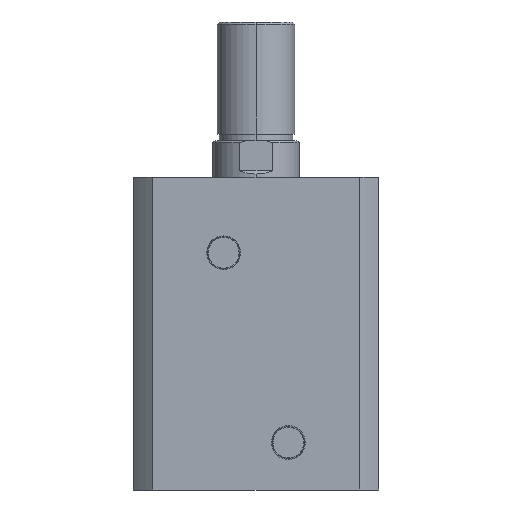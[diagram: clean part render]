
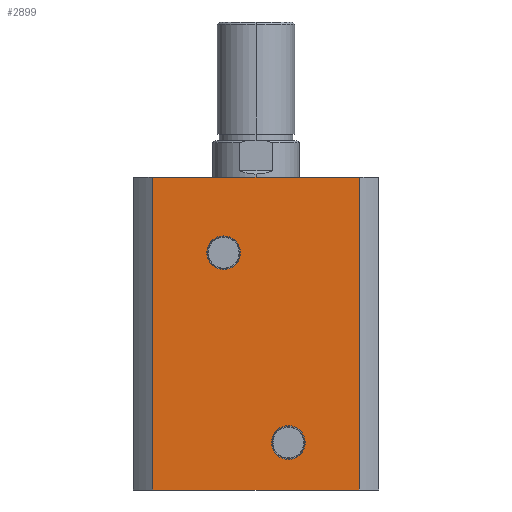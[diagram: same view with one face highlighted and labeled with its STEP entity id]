
A CAD part, left-side view. The second image highlights one B-rep face of the part: STEP entity #2899.
In plain terms, the highlighted planar face has unit normal (-1, 0, 0).
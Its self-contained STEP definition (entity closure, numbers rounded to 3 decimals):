
#175 = DIRECTION ( 'NONE',  ( 1., 0., 0. ) ) ;
#180 = CARTESIAN_POINT ( 'NONE',  ( -57., 0., 145. ) ) ;
#182 = PLANE ( 'NONE',  #2987 ) ;
#184 = DIRECTION ( 'NONE',  ( 0., 1., 0. ) ) ;
#421 = CARTESIAN_POINT ( 'NONE',  ( -57., 47.971, 0. ) ) ;
#423 = CARTESIAN_POINT ( 'NONE',  ( -57., -47.971, 0. ) ) ;
#425 = CARTESIAN_POINT ( 'NONE',  ( -57., -47.971, 145. ) ) ;
#428 = CARTESIAN_POINT ( 'NONE',  ( -57., 47.971, 145. ) ) ;
#1018 = VERTEX_POINT ( 'NONE', #1083 ) ;
#1021 = VERTEX_POINT ( 'NONE', #1090 ) ;
#1025 = VERTEX_POINT ( 'NONE', #1080 ) ;
#1027 = VERTEX_POINT ( 'NONE', #1079 ) ;
#1079 = CARTESIAN_POINT ( 'NONE',  ( -57., 15., 117.797 ) ) ;
#1080 = CARTESIAN_POINT ( 'NONE',  ( -57., 15., 102.203 ) ) ;
#1083 = CARTESIAN_POINT ( 'NONE',  ( -57., -15., 14.203 ) ) ;
#1090 = CARTESIAN_POINT ( 'NONE',  ( -57., -15., 29.797 ) ) ;
#1179 = AXIS2_PLACEMENT_3D ( 'NONE', #3518, #3517, #3364 ) ;
#1183 = AXIS2_PLACEMENT_3D ( 'NONE', #3553, #3552, #3551 ) ;
#1295 = EDGE_CURVE ( 'NONE', #1018, #1021, #1580, .T. ) ;
#1303 = EDGE_CURVE ( 'NONE', #1025, #1027, #1593, .T. ) ;
#1430 = EDGE_CURVE ( 'NONE', #3648, #3641, #1837, .T. ) ;
#1432 = EDGE_CURVE ( 'NONE', #1021, #1018, #1840, .T. ) ;
#1433 = EDGE_CURVE ( 'NONE', #1027, #1025, #1841, .T. ) ;
#1434 = EDGE_CURVE ( 'NONE', #3641, #3643, #1842, .T. ) ;
#1435 = EDGE_CURVE ( 'NONE', #3645, #3643, #1843, .T. ) ;
#1436 = EDGE_CURVE ( 'NONE', #3648, #3645, #1838, .T. ) ;
#1580 = CIRCLE ( 'NONE', #1183, 7.797 ) ;
#1593 = CIRCLE ( 'NONE', #1179, 7.797 ) ;
#1837 = LINE ( 'NONE', #2271, #1839 ) ;
#1838 = LINE ( 'NONE', #2286, #1848 ) ;
#1839 = VECTOR ( 'NONE', #2265, 1000. ) ;
#1840 = CIRCLE ( 'NONE', #3003, 7.797 ) ;
#1841 = CIRCLE ( 'NONE', #3005, 7.797 ) ;
#1842 = LINE ( 'NONE', #2280, #1844 ) ;
#1843 = LINE ( 'NONE', #2290, #1846 ) ;
#1844 = VECTOR ( 'NONE', #2281, 1000. ) ;
#1846 = VECTOR ( 'NONE', #2292, 1000. ) ;
#1848 = VECTOR ( 'NONE', #2293, 1000. ) ;
#2064 = FACE_OUTER_BOUND ( 'NONE', #2624, .T. ) ;
#2082 = FACE_BOUND ( 'NONE', #2628, .T. ) ;
#2085 = FACE_BOUND ( 'NONE', #2625, .T. ) ;
#2265 = DIRECTION ( 'NONE',  ( 0., 0., -1. ) ) ;
#2271 = CARTESIAN_POINT ( 'NONE',  ( -57., 47.971, 145. ) ) ;
#2280 = CARTESIAN_POINT ( 'NONE',  ( -57., 0., 0. ) ) ;
#2281 = DIRECTION ( 'NONE',  ( 0., -1., 0. ) ) ;
#2282 = CARTESIAN_POINT ( 'NONE',  ( -57., -15., 22. ) ) ;
#2283 = DIRECTION ( 'NONE',  ( -1., 0., 0. ) ) ;
#2284 = DIRECTION ( 'NONE',  ( 0., 0., 1. ) ) ;
#2286 = CARTESIAN_POINT ( 'NONE',  ( -57., 0., 145. ) ) ;
#2287 = CARTESIAN_POINT ( 'NONE',  ( -57., 15., 110. ) ) ;
#2288 = DIRECTION ( 'NONE',  ( -1., 0., 0. ) ) ;
#2289 = DIRECTION ( 'NONE',  ( 0., 0., 1. ) ) ;
#2290 = CARTESIAN_POINT ( 'NONE',  ( -57., -47.971, 145. ) ) ;
#2292 = DIRECTION ( 'NONE',  ( 0., 0., -1. ) ) ;
#2293 = DIRECTION ( 'NONE',  ( 0., -1., 0. ) ) ;
#2624 = EDGE_LOOP ( 'NONE', ( #3099, #3100, #3101, #3102 ) ) ;
#2625 = EDGE_LOOP ( 'NONE', ( #3097, #3098 ) ) ;
#2628 = EDGE_LOOP ( 'NONE', ( #3095, #3096 ) ) ;
#2899 = ADVANCED_FACE ( 'NONE', ( #2082, #2085, #2064 ), #182, .F. ) ;
#2987 = AXIS2_PLACEMENT_3D ( 'NONE', #180, #175, #184 ) ;
#3003 = AXIS2_PLACEMENT_3D ( 'NONE', #2282, #2283, #2284 ) ;
#3005 = AXIS2_PLACEMENT_3D ( 'NONE', #2287, #2288, #2289 ) ;
#3095 = ORIENTED_EDGE ( 'NONE', *, *, #1432, .F. ) ;
#3096 = ORIENTED_EDGE ( 'NONE', *, *, #1295, .F. ) ;
#3097 = ORIENTED_EDGE ( 'NONE', *, *, #1433, .F. ) ;
#3098 = ORIENTED_EDGE ( 'NONE', *, *, #1303, .F. ) ;
#3099 = ORIENTED_EDGE ( 'NONE', *, *, #1434, .T. ) ;
#3100 = ORIENTED_EDGE ( 'NONE', *, *, #1435, .F. ) ;
#3101 = ORIENTED_EDGE ( 'NONE', *, *, #1436, .F. ) ;
#3102 = ORIENTED_EDGE ( 'NONE', *, *, #1430, .T. ) ;
#3364 = DIRECTION ( 'NONE',  ( 0., 0., 1. ) ) ;
#3517 = DIRECTION ( 'NONE',  ( -1., 0., 0. ) ) ;
#3518 = CARTESIAN_POINT ( 'NONE',  ( -57., 15., 110. ) ) ;
#3551 = DIRECTION ( 'NONE',  ( 0., 0., 1. ) ) ;
#3552 = DIRECTION ( 'NONE',  ( -1., 0., 0. ) ) ;
#3553 = CARTESIAN_POINT ( 'NONE',  ( -57., -15., 22. ) ) ;
#3641 = VERTEX_POINT ( 'NONE', #421 ) ;
#3643 = VERTEX_POINT ( 'NONE', #423 ) ;
#3645 = VERTEX_POINT ( 'NONE', #425 ) ;
#3648 = VERTEX_POINT ( 'NONE', #428 ) ;
